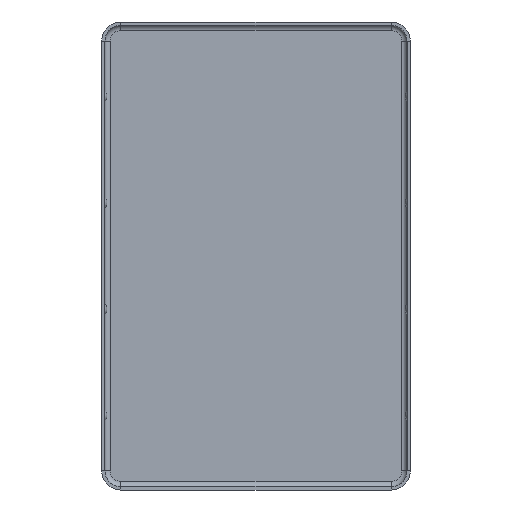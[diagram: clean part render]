
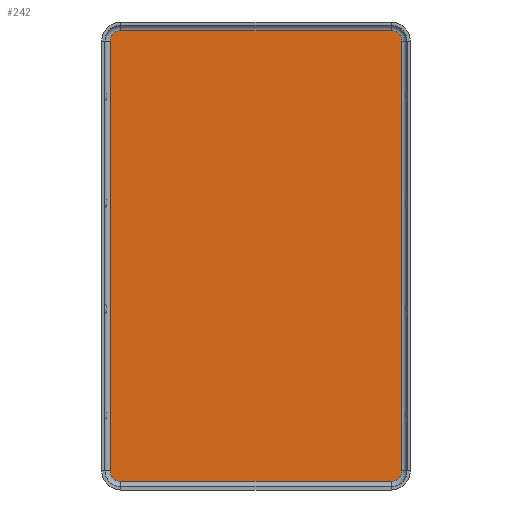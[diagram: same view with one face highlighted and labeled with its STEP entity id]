
A CAD part, front view. The second image highlights one B-rep face of the part: STEP entity #242.
In plain terms, the highlighted planar face has unit normal (0, -1, 0).
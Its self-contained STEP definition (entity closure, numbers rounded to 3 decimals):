
#27 = EDGE_LOOP ( 'NONE', ( #1429, #341, #942, #1287, #1641, #603, #362, #645 ) ) ;
#36 = DIRECTION ( 'NONE',  ( 0., 0., 1. ) ) ;
#49 = DIRECTION ( 'NONE',  ( 0., 1., 0. ) ) ;
#66 = LINE ( 'NONE', #1423, #1825 ) ;
#89 = FACE_OUTER_BOUND ( 'NONE', #27, .T. ) ;
#110 = CARTESIAN_POINT ( 'NONE',  ( -13.7, 0., -20.2 ) ) ;
#142 = DIRECTION ( 'NONE',  ( -1., 0., 0. ) ) ;
#144 = AXIS2_PLACEMENT_3D ( 'NONE', #852, #49, #36 ) ;
#151 = EDGE_CURVE ( 'NONE', #514, #1558, #1238, .T. ) ;
#165 = CARTESIAN_POINT ( 'NONE',  ( -13.7, 0., 20.2 ) ) ;
#171 = DIRECTION ( 'NONE',  ( 0., -1., 0. ) ) ;
#242 = ADVANCED_FACE ( 'NONE', ( #89 ), #898, .T. ) ;
#341 = ORIENTED_EDGE ( 'NONE', *, *, #1474, .F. ) ;
#361 = CARTESIAN_POINT ( 'NONE',  ( 13.7, 0., 20.2 ) ) ;
#362 = ORIENTED_EDGE ( 'NONE', *, *, #1124, .T. ) ;
#366 = CIRCLE ( 'NONE', #814, 1. ) ;
#375 = CARTESIAN_POINT ( 'NONE',  ( -12.7, 0., -20.2 ) ) ;
#418 = DIRECTION ( 'NONE',  ( 0., 1., 0. ) ) ;
#464 = DIRECTION ( 'NONE',  ( 0., 0., -1. ) ) ;
#499 = CARTESIAN_POINT ( 'NONE',  ( 12.7, 0., -21.2 ) ) ;
#514 = VERTEX_POINT ( 'NONE', #1571 ) ;
#553 = EDGE_CURVE ( 'NONE', #1330, #1356, #1822, .T. ) ;
#570 = CARTESIAN_POINT ( 'NONE',  ( 12.7, 0., -20.2 ) ) ;
#571 = CARTESIAN_POINT ( 'NONE',  ( -12.7, 0., -21.2 ) ) ;
#603 = ORIENTED_EDGE ( 'NONE', *, *, #936, .F. ) ;
#645 = ORIENTED_EDGE ( 'NONE', *, *, #774, .T. ) ;
#743 = CIRCLE ( 'NONE', #1372, 1. ) ;
#774 = EDGE_CURVE ( 'NONE', #1736, #1558, #366, .T. ) ;
#814 = AXIS2_PLACEMENT_3D ( 'NONE', #375, #861, #1325 ) ;
#852 = CARTESIAN_POINT ( 'NONE',  ( 12.7, 0., -20.2 ) ) ;
#861 = DIRECTION ( 'NONE',  ( 0., -1., 0. ) ) ;
#898 = PLANE ( 'NONE',  #1370 ) ;
#936 = EDGE_CURVE ( 'NONE', #1352, #1356, #743, .T. ) ;
#942 = ORIENTED_EDGE ( 'NONE', *, *, #1309, .F. ) ;
#987 = CARTESIAN_POINT ( 'NONE',  ( 13.7, 0., 0. ) ) ;
#1099 = CARTESIAN_POINT ( 'NONE',  ( 12.7, 0., 21.2 ) ) ;
#1124 = EDGE_CURVE ( 'NONE', #1352, #1736, #66, .T. ) ;
#1139 = VECTOR ( 'NONE', #142, 1000. ) ;
#1154 = VERTEX_POINT ( 'NONE', #1583 ) ;
#1186 = CARTESIAN_POINT ( 'NONE',  ( -12.7, 0., 20.2 ) ) ;
#1193 = DIRECTION ( 'NONE',  ( 0., -1., 0. ) ) ;
#1238 = LINE ( 'NONE', #499, #1797 ) ;
#1287 = ORIENTED_EDGE ( 'NONE', *, *, #1856, .T. ) ;
#1291 = CARTESIAN_POINT ( 'NONE',  ( 12.7, 0., 21.2 ) ) ;
#1309 = EDGE_CURVE ( 'NONE', #1846, #1154, #1439, .T. ) ;
#1325 = DIRECTION ( 'NONE',  ( 0., 0., 1. ) ) ;
#1330 = VERTEX_POINT ( 'NONE', #1291 ) ;
#1340 = VECTOR ( 'NONE', #1779, 1000. ) ;
#1352 = VERTEX_POINT ( 'NONE', #165 ) ;
#1356 = VERTEX_POINT ( 'NONE', #1954 ) ;
#1370 = AXIS2_PLACEMENT_3D ( 'NONE', #570, #1193, #1688 ) ;
#1372 = AXIS2_PLACEMENT_3D ( 'NONE', #1186, #418, #2002 ) ;
#1413 = CIRCLE ( 'NONE', #144, 1. ) ;
#1423 = CARTESIAN_POINT ( 'NONE',  ( -13.7, 0., 0. ) ) ;
#1429 = ORIENTED_EDGE ( 'NONE', *, *, #151, .F. ) ;
#1439 = LINE ( 'NONE', #987, #1340 ) ;
#1449 = CARTESIAN_POINT ( 'NONE',  ( 12.7, 0., 20.2 ) ) ;
#1471 = DIRECTION ( 'NONE',  ( -1., 0., 0. ) ) ;
#1474 = EDGE_CURVE ( 'NONE', #1154, #514, #1413, .T. ) ;
#1558 = VERTEX_POINT ( 'NONE', #571 ) ;
#1571 = CARTESIAN_POINT ( 'NONE',  ( 12.7, 0., -21.2 ) ) ;
#1583 = CARTESIAN_POINT ( 'NONE',  ( 13.7, 0., -20.2 ) ) ;
#1641 = ORIENTED_EDGE ( 'NONE', *, *, #553, .T. ) ;
#1670 = AXIS2_PLACEMENT_3D ( 'NONE', #1449, #171, #1956 ) ;
#1688 = DIRECTION ( 'NONE',  ( 0., 0., -1. ) ) ;
#1736 = VERTEX_POINT ( 'NONE', #110 ) ;
#1779 = DIRECTION ( 'NONE',  ( 0., 0., -1. ) ) ;
#1797 = VECTOR ( 'NONE', #1471, 1000. ) ;
#1822 = LINE ( 'NONE', #1099, #1139 ) ;
#1825 = VECTOR ( 'NONE', #464, 1000. ) ;
#1846 = VERTEX_POINT ( 'NONE', #361 ) ;
#1856 = EDGE_CURVE ( 'NONE', #1846, #1330, #1974, .T. ) ;
#1954 = CARTESIAN_POINT ( 'NONE',  ( -12.7, 0., 21.2 ) ) ;
#1956 = DIRECTION ( 'NONE',  ( 0., 0., -1. ) ) ;
#1974 = CIRCLE ( 'NONE', #1670, 1. ) ;
#2002 = DIRECTION ( 'NONE',  ( 0., 0., -1. ) ) ;
